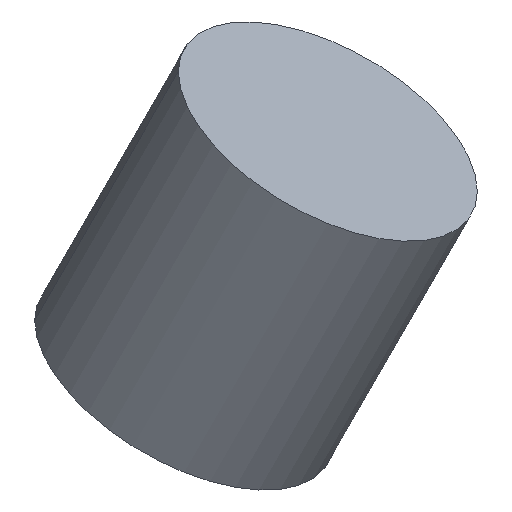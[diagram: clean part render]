
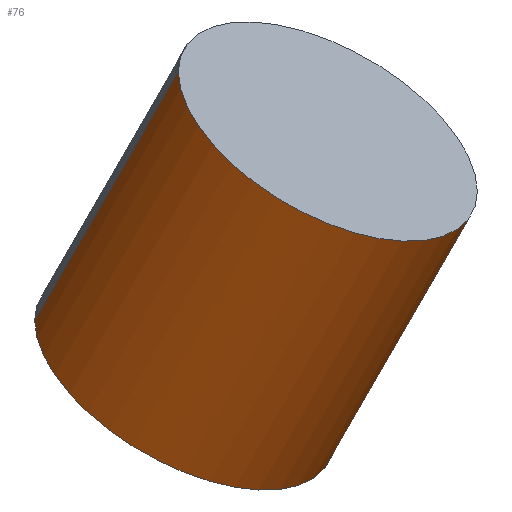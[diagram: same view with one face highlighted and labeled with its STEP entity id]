
A CAD part, front view. The second image highlights one B-rep face of the part: STEP entity #76.
In plain terms, the highlighted cylindrical face has radius 15 mm (diameter 30 mm), a partial arc.
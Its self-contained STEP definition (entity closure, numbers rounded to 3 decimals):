
#6=CARTESIAN_POINT('',(3.789,-4.375,6.563));
#7=DIRECTION('',(0.433,-0.5,0.75));
#8=DIRECTION('',(-0.901,-0.24,0.36));
#9=AXIS2_PLACEMENT_3D('',#6,#7,#8);
#11=DIRECTION('',(0.433,-0.5,0.75));
#12=VECTOR('',#11,30.);
#13=CARTESIAN_POINT('',(17.31,-0.772,1.158));
#14=LINE('',#13,#12);
#15=DIRECTION('',(0.433,-0.5,0.75));
#16=VECTOR('',#15,30.);
#17=CARTESIAN_POINT('',(-9.732,-7.978,11.967));
#18=LINE('',#17,#16);
#24=CARTESIAN_POINT('',(16.779,-19.375,29.063));
#25=DIRECTION('',(0.433,-0.5,0.75));
#26=DIRECTION('',(-0.901,-0.24,0.36));
#27=AXIS2_PLACEMENT_3D('',#24,#25,#26);
#29=CARTESIAN_POINT('',(17.31,-0.772,1.158));
#30=CARTESIAN_POINT('',(-9.732,-7.978,11.967));
#31=VERTEX_POINT('',#29);
#32=VERTEX_POINT('',#30);
#33=CARTESIAN_POINT('',(30.3,-15.772,23.658));
#34=CARTESIAN_POINT('',(3.258,-22.978,34.467));
#35=VERTEX_POINT('',#33);
#36=VERTEX_POINT('',#34);
#64=CARTESIAN_POINT('',(3.789,-4.375,6.563));
#65=DIRECTION('',(0.433,-0.5,0.75));
#66=DIRECTION('',(0.901,0.24,-0.36));
#67=AXIS2_PLACEMENT_3D('',#64,#65,#66);
#68=CYLINDRICAL_SURFACE('',#67,15.);
#69=ORIENTED_EDGE('',*,*,#44,.F.);
#70=ORIENTED_EDGE('',*,*,#59,.T.);
#72=ORIENTED_EDGE('',*,*,#71,.T.);
#73=ORIENTED_EDGE('',*,*,#55,.F.);
#74=EDGE_LOOP('',(#69,#70,#72,#73));
#75=FACE_OUTER_BOUND('',#74,.F.);
#76=ADVANCED_FACE('',(#75),#68,.T.);
#10=CIRCLE('',#9,15.);
#28=CIRCLE('',#27,15.);
#44=EDGE_CURVE('',#32,#31,#10,.T.);
#55=EDGE_CURVE('',#31,#35,#14,.T.);
#59=EDGE_CURVE('',#32,#36,#18,.T.);
#71=EDGE_CURVE('',#36,#35,#28,.T.);
